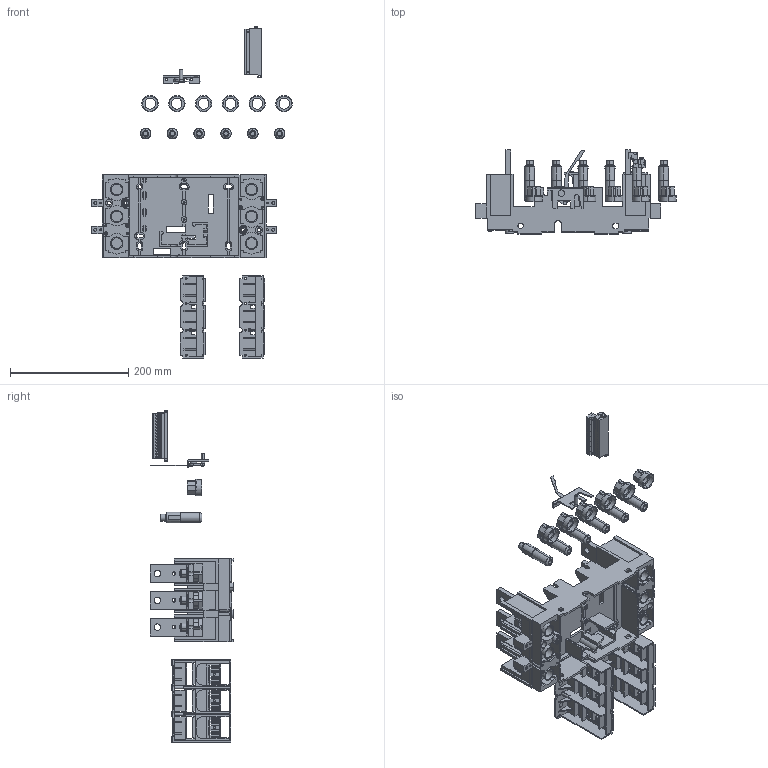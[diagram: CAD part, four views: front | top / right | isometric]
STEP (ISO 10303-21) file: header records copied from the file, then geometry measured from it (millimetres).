
FILE_DESCRIPTION (( 'STEP AP203' ), '1' );
FILE_NAME ('mccb99c-630-pin-3r.ÃÌ Ïàíåëü âòû÷íàÿ äëÿ BA-99C 630 çàäíåãî ïðèñîåäèíåíèÿ EKF.STEP', '2025-04-03T06:58:24', ( '' ), ( '' ), 'SwSTEP 2.0', 'SolidWorks 2021', '' );
FILE_SCHEMA (( 'CONFIG_CONTROL_DESIGN' ));
Length unit declared in the file: millimetre
Products named in the file (15): mccb99c-630-pin-3r.ÃÌ Ïëàñòèêîâàÿ íàêëàäêà_00; Êîïèÿ 58105^Êîïèÿ Äîï2; ч蜱齁罻_00; 扻艜魛瀖00; Êîïèÿ 38079^Êîïèÿ Äîï2; Êîïèÿ Äîï4; 鸆殧趌00; Êîïèÿ 38079.stp^Êîïèÿ 38079_Êîïèÿ Äîï2; 扻艜魛瀖摎蓲鷿蠂蜸鳧膻罻_00; Êîïèÿ mvstbu_2.5-15-gb-5.08.stp^Êîïèÿ 38079.stp_Êîïèÿ 38079_Êîïèÿ Äîï2; 蜸鍒歑_00; mccb99c-630-pin-3r.襟 眈翴錪_00; Êîïèÿ Äîï2; 嵒嚦魬譇臇鴀_00; mccb99c-630-pin-3r.ÃÌ Ïàíåëü âòû÷íàÿ äëÿ BA-99C 630 çàäíåãî ïðèñîåäèíåíèÿ EKF
Assembly tree (45 placements, depth 5):
  mccb99c-630-pin-3r.ÃÌ Ïàíåëü âòû÷íàÿ äëÿ BA-99C 630 çàäíåãî ïðèñîåäèíåíèÿ EKF
    mccb99c-630-pin-3r.襟 眈翴錪_00
    蜸鍒歑_00  x6
    扻艜魛瀖摎蓲鷿蠂蜸鳧膻罻_00  x6
    鸆殧趌00  x6
    嵒嚦魬譇臇鴀_00  x6
    ч蜱齁罻_00  x6
    扻艜魛瀖00  x6
    Êîïèÿ Äîï2
      Êîïèÿ 58105^Êîïèÿ Äîï2
      Êîïèÿ 38079^Êîïèÿ Äîï2
        Êîïèÿ 38079.stp^Êîïèÿ 38079_Êîïèÿ Äîï2
          Êîïèÿ mvstbu_2.5-15-gb-5.08.stp^Êîïèÿ 38079.stp_Êîïèÿ 38079_Êîïèÿ Äîï2
    Êîïèÿ Äîï4
    mccb99c-630-pin-3r.ÃÌ Ïëàñòèêîâàÿ íàêëàäêà_00  x2
Bounding box: 338.51 x 141.6 x 560.42 mm (x, y, z)
Volume: 1261367.2 mm3; surface area: 598014.1 mm2
Topology: 43 solids, 43 shells, 4283 faces, 11465 edges, 7493 vertices
Faces by surface type: plane 2922, cylinder 1183, cone 76, torus 44, sphere 38, bspline 20
Entity records: 96388 total; most frequent: CARTESIAN_POINT 19436, ORIENTED_EDGE 15694, DIRECTION 15065, EDGE_CURVE 7847, LINE 6175, VECTOR 6175, VERTEX_POINT 5140, AXIS2_PLACEMENT_3D 4445
